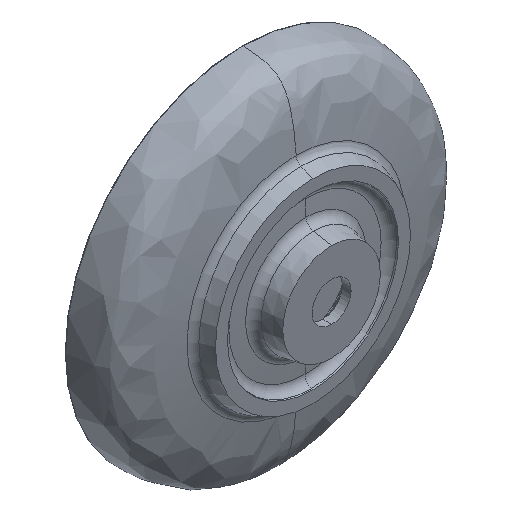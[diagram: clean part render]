
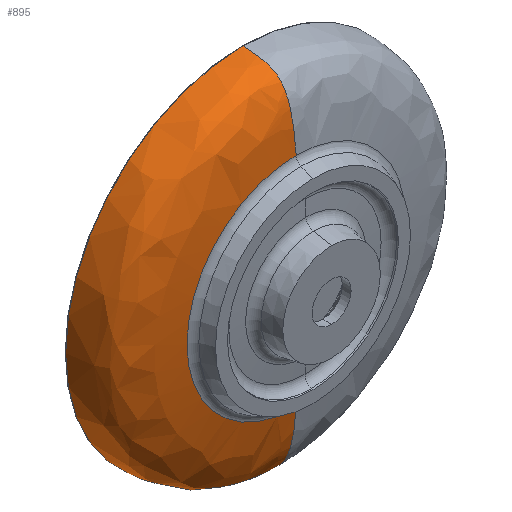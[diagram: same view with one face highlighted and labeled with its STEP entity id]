
A CAD part, isometric view. The second image highlights one B-rep face of the part: STEP entity #895.
In plain terms, the highlighted free-form (B-spline) face has degree [3, 3] with [4, 4] control points.
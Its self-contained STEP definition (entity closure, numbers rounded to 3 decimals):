
#39 = CARTESIAN_POINT ( 'NONE',  ( -394.984, 27.156, -197.492 ) ) ;
#55 = CARTESIAN_POINT ( 'NONE',  ( 0., 27.156, -197.492 ) ) ;
#67 = CARTESIAN_POINT ( 'NONE',  ( 0., 58.898, -200.139 ) ) ;
#160 = CARTESIAN_POINT ( 'NONE',  ( -246.386, -1.065, -123.193 ) ) ;
#180 = CARTESIAN_POINT ( 'NONE',  ( 0., 4.338, -201.443 ) ) ;
#203 = EDGE_CURVE ( 'NONE', #527, #1329, #1027, .T. ) ;
#272 = CARTESIAN_POINT ( 'NONE',  ( -394.984, 27.156, 197.492 ) ) ;
#288 = B_SPLINE_CURVE_WITH_KNOTS ( 'NONE', 3,
 ( #875, #1286, #1292, #1597 ),
 .UNSPECIFIED., .F., .F.,
 ( 4, 4 ),
 ( 0.01, 0.971 ),
 .UNSPECIFIED. ) ;
#293 = CARTESIAN_POINT ( 'NONE',  ( -402.886, 4.338, 201.443 ) ) ;
#422 = CARTESIAN_POINT ( 'NONE',  ( -400.277, 58.898, -200.139 ) ) ;
#434 = CARTESIAN_POINT ( 'NONE',  ( 0., 27.156, -197.492 ) ) ;
#441 = CARTESIAN_POINT ( 'NONE',  ( 0., 58.898, 200.139 ) ) ;
#449 = CARTESIAN_POINT ( 'NONE',  ( 0., 58.898, 200.139 ) ) ;
#463 = EDGE_CURVE ( 'NONE', #1321, #527, #1078, .T. ) ;
#512 = ORIENTED_EDGE ( 'NONE', *, *, #203, .T. ) ;
#515 = CIRCLE ( 'NONE', #973, 200.139 ) ;
#527 = VERTEX_POINT ( 'NONE', #1407 ) ;
#555 = CARTESIAN_POINT ( 'NONE',  ( -402.886, 4.338, -201.443 ) ) ;
#562 = CARTESIAN_POINT ( 'NONE',  ( 0., 4.338, 201.443 ) ) ;
#641 = ORIENTED_EDGE ( 'NONE', *, *, #463, .T. ) ;
#686 = EDGE_CURVE ( 'NONE', #928, #1329, #288, .T. ) ;
#738 = CARTESIAN_POINT ( 'NONE',  ( 0., 4.338, -201.443 ) ) ;
#740 = DIRECTION ( 'NONE',  ( 0., 0., -1. ) ) ;
#755 = CARTESIAN_POINT ( 'NONE',  ( 0., -1.065, -123.193 ) ) ;
#798 = AXIS2_PLACEMENT_3D ( 'NONE', #1024, #1543, #1138 ) ;
#838 = CARTESIAN_POINT ( 'NONE',  ( -246.386, -1.065, 123.193 ) ) ;
#852 = CARTESIAN_POINT ( 'NONE',  ( 0., 27.156, 197.492 ) ) ;
#875 = CARTESIAN_POINT ( 'NONE',  ( 0., 58.898, 200.139 ) ) ;
#895 = ADVANCED_FACE ( 'NONE', ( #1664 ), #1502, .F. ) ;
#928 = VERTEX_POINT ( 'NONE', #449 ) ;
#971 = CARTESIAN_POINT ( 'NONE',  ( 0., -1.065, 123.193 ) ) ;
#973 = AXIS2_PLACEMENT_3D ( 'NONE', #1008, #1418, #740 ) ;
#1008 = CARTESIAN_POINT ( 'NONE',  ( 0., 58.898, 0. ) ) ;
#1024 = CARTESIAN_POINT ( 'NONE',  ( 0., -1.065, 0. ) ) ;
#1027 = CIRCLE ( 'NONE', #798, 123.193 ) ;
#1072 = ORIENTED_EDGE ( 'NONE', *, *, #1141, .T. ) ;
#1078 = B_SPLINE_CURVE_WITH_KNOTS ( 'NONE', 3,
 ( #67, #55, #738, #755 ),
 .UNSPECIFIED., .F., .F.,
 ( 4, 4 ),
 ( 0.01, 0.971 ),
 .UNSPECIFIED. ) ;
#1138 = DIRECTION ( 'NONE',  ( 0., 0., -1. ) ) ;
#1141 = EDGE_CURVE ( 'NONE', #928, #1321, #515, .T. ) ;
#1188 = ORIENTED_EDGE ( 'NONE', *, *, #686, .F. ) ;
#1212 = CARTESIAN_POINT ( 'NONE',  ( 0., 58.898, -200.139 ) ) ;
#1221 = EDGE_LOOP ( 'NONE', ( #1072, #641, #512, #1188 ) ) ;
#1232 = CARTESIAN_POINT ( 'NONE',  ( 0., -1.065, 123.193 ) ) ;
#1254 = CARTESIAN_POINT ( 'NONE',  ( 0., 58.898, -200.139 ) ) ;
#1286 = CARTESIAN_POINT ( 'NONE',  ( 0., 27.156, 197.492 ) ) ;
#1292 = CARTESIAN_POINT ( 'NONE',  ( 0., 4.338, 201.443 ) ) ;
#1321 = VERTEX_POINT ( 'NONE', #1212 ) ;
#1329 = VERTEX_POINT ( 'NONE', #1232 ) ;
#1388 = CARTESIAN_POINT ( 'NONE',  ( -400.277, 58.898, 200.139 ) ) ;
#1407 = CARTESIAN_POINT ( 'NONE',  ( 0., -1.065, -123.193 ) ) ;
#1418 = DIRECTION ( 'NONE',  ( 0., -1., 0. ) ) ;
#1502 =( BOUNDED_SURFACE ( )  B_SPLINE_SURFACE ( 3, 3, ( 
 ( #441, #1388, #422, #1254 ),
 ( #852, #272, #39, #434 ),
 ( #562, #293, #555, #180 ),
 ( #971, #838, #160, #1522 ) ),
 .UNSPECIFIED., .F., .F., .F. ) 
 B_SPLINE_SURFACE_WITH_KNOTS ( ( 4, 4 ),
 ( 4, 4 ),
 ( 0.01, 0.971 ),
 ( 0., 1. ),
 .UNSPECIFIED. ) 
 GEOMETRIC_REPRESENTATION_ITEM ( )  RATIONAL_B_SPLINE_SURFACE ( (
 ( 1., 0.333, 0.333, 1.),
 ( 1., 0.333, 0.333, 1.),
 ( 1., 0.333, 0.333, 1.),
 ( 1., 0.333, 0.333, 1.) ) ) 
 REPRESENTATION_ITEM ( '' )  SURFACE ( )  );
#1522 = CARTESIAN_POINT ( 'NONE',  ( 0., -1.065, -123.193 ) ) ;
#1543 = DIRECTION ( 'NONE',  ( 0., 1., 0. ) ) ;
#1597 = CARTESIAN_POINT ( 'NONE',  ( 0., -1.065, 123.193 ) ) ;
#1664 = FACE_OUTER_BOUND ( 'NONE', #1221, .T. ) ;
